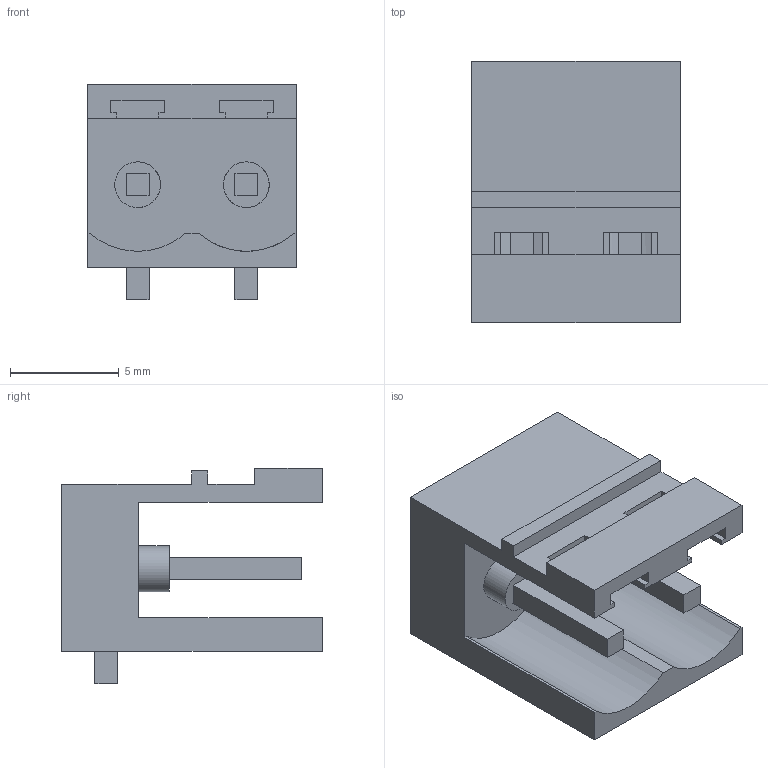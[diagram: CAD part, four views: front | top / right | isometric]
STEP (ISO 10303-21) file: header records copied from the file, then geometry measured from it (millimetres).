
FILE_DESCRIPTION(('CATIA V5 STEP Exchange','CAx-IF Rec.Pracs.--- Model Styling and Organization---1.4--- 2014-01-23'),'2;1');
FILE_NAME ('D1456369_1_1796930000_1796930000.stp','2022-05-17T09:15:01+00:00',('none'),('Weidmueller'),'CATIA Version 5-6 Release 2016 SP3 HF44','CATIA V5 STEP AP214','none');
FILE_SCHEMA(('AUTOMOTIVE_DESIGN { 1 0 10303 214 1 1 1 1 }'));
Length unit declared in the file: millimetre
Products named in the file (1): 1796930000
Bounding box: 9.6 x 12 x 9.93 mm (x, y, z)
Volume: 436.4 mm3; surface area: 886.5 mm2
Topology: 3 solids, 3 shells, 72 faces, 211 edges, 141 vertices
Faces by surface type: plane 66, cylinder 6
Entity records: 2525 total; most frequent: CARTESIAN_POINT 550, ORIENTED_EDGE 422, DIRECTION 331, EDGE_CURVE 211, VECTOR 199, LINE 199, VERTEX_POINT 141, EDGE_LOOP 76
